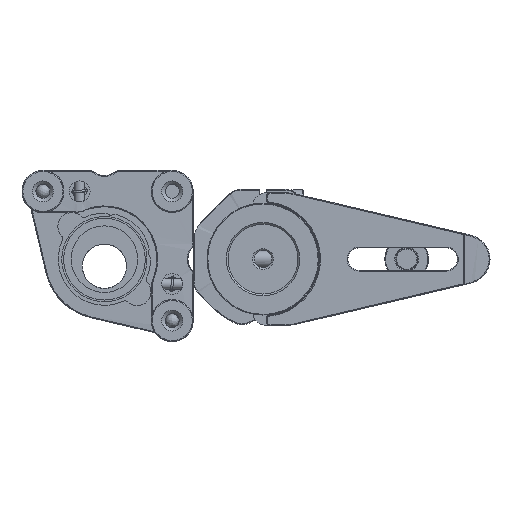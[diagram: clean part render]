
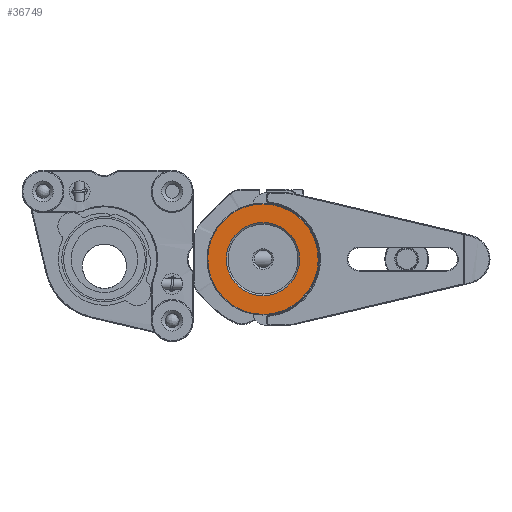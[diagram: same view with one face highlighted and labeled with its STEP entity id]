
A CAD part, front view. The second image highlights one B-rep face of the part: STEP entity #36749.
In plain terms, the highlighted planar face has unit normal (0, -1, 0).
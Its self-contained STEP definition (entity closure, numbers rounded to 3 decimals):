
#4683 = EDGE_LOOP ( 'NONE', ( #18202, #30235 ) ) ;
#7420 = CARTESIAN_POINT ( 'NONE',  ( -3.762, -9.235, 16.2 ) ) ;
#11731 = CARTESIAN_POINT ( 'NONE',  ( -3.762, -9.235, 16.2 ) ) ;
#11908 = CARTESIAN_POINT ( 'NONE',  ( -3.762, -9.235, 47.8 ) ) ;
#12148 = ORIENTED_EDGE ( 'NONE', *, *, #38204, .F. ) ;
#14202 = FACE_BOUND ( 'NONE', #29432, .T. ) ;
#15111 = FACE_OUTER_BOUND ( 'NONE', #4683, .T. ) ;
#16453 = VERTEX_POINT ( 'NONE', #7420 ) ;
#18202 = ORIENTED_EDGE ( 'NONE', *, *, #18827, .F. ) ;
#18820 = CARTESIAN_POINT ( 'NONE',  ( -3.762, -9.235, 32. ) ) ;
#18827 = EDGE_CURVE ( 'NONE', #28277, #16453, #24918, .T. ) ;
#19439 = DIRECTION ( 'NONE',  ( 0., 0., -1. ) ) ;
#20235 =( BOUNDED_CURVE ( )  B_SPLINE_CURVE ( 3, ( #11731, #44747, #20974, #49372 ),
 .UNSPECIFIED., .F., .T. ) 
 B_SPLINE_CURVE_WITH_KNOTS ( ( 4, 4 ),
 ( 0., 1. ),
 .UNSPECIFIED. ) 
 CURVE ( )  GEOMETRIC_REPRESENTATION_ITEM ( )  RATIONAL_B_SPLINE_CURVE ( ( 1., 0.333, 0.333, 1. ) ) 
 REPRESENTATION_ITEM ( '' )  );
#20244 = CARTESIAN_POINT ( 'NONE',  ( -3.762, -9.235, 16.2 ) ) ;
#20974 = CARTESIAN_POINT ( 'NONE',  ( -35.362, -9.235, 47.8 ) ) ;
#24918 =( BOUNDED_CURVE ( )  B_SPLINE_CURVE ( 3, ( #11908, #57885, #44615, #20244 ),
 .UNSPECIFIED., .F., .T. ) 
 B_SPLINE_CURVE_WITH_KNOTS ( ( 4, 4 ),
 ( 0., 1. ),
 .UNSPECIFIED. ) 
 CURVE ( )  GEOMETRIC_REPRESENTATION_ITEM ( )  RATIONAL_B_SPLINE_CURVE ( ( 1., 0.333, 0.333, 1. ) ) 
 REPRESENTATION_ITEM ( '' )  );
#24987 = DIRECTION ( 'NONE',  ( 0., -1., 0. ) ) ;
#28277 = VERTEX_POINT ( 'NONE', #51788 ) ;
#29432 = EDGE_LOOP ( 'NONE', ( #12148 ) ) ;
#30235 = ORIENTED_EDGE ( 'NONE', *, *, #52985, .F. ) ;
#31398 = CIRCLE ( 'NONE', #52120, 10.5 ) ;
#33019 = DIRECTION ( 'NONE',  ( 0., 0., 1. ) ) ;
#33544 = VERTEX_POINT ( 'NONE', #56999 ) ;
#33934 = DIRECTION ( 'NONE',  ( 0., 1., 0. ) ) ;
#36749 = ADVANCED_FACE ( 'NONE', ( #14202, #15111 ), #60788, .F. ) ;
#38204 = EDGE_CURVE ( 'NONE', #33544, #33544, #31398, .T. ) ;
#38266 = CARTESIAN_POINT ( 'NONE',  ( -3.762, -9.235, 32. ) ) ;
#44615 = CARTESIAN_POINT ( 'NONE',  ( 27.838, -9.235, 16.2 ) ) ;
#44747 = CARTESIAN_POINT ( 'NONE',  ( -35.362, -9.235, 16.2 ) ) ;
#49372 = CARTESIAN_POINT ( 'NONE',  ( -3.762, -9.235, 47.8 ) ) ;
#51788 = CARTESIAN_POINT ( 'NONE',  ( -3.762, -9.235, 47.8 ) ) ;
#52120 = AXIS2_PLACEMENT_3D ( 'NONE', #18820, #24987, #19439 ) ;
#52985 = EDGE_CURVE ( 'NONE', #16453, #28277, #20235, .T. ) ;
#56999 = CARTESIAN_POINT ( 'NONE',  ( -3.762, -9.235, 21.5 ) ) ;
#57885 = CARTESIAN_POINT ( 'NONE',  ( 27.838, -9.235, 47.8 ) ) ;
#57952 = AXIS2_PLACEMENT_3D ( 'NONE', #38266, #33934, #33019 ) ;
#60788 = PLANE ( 'NONE',  #57952 ) ;
